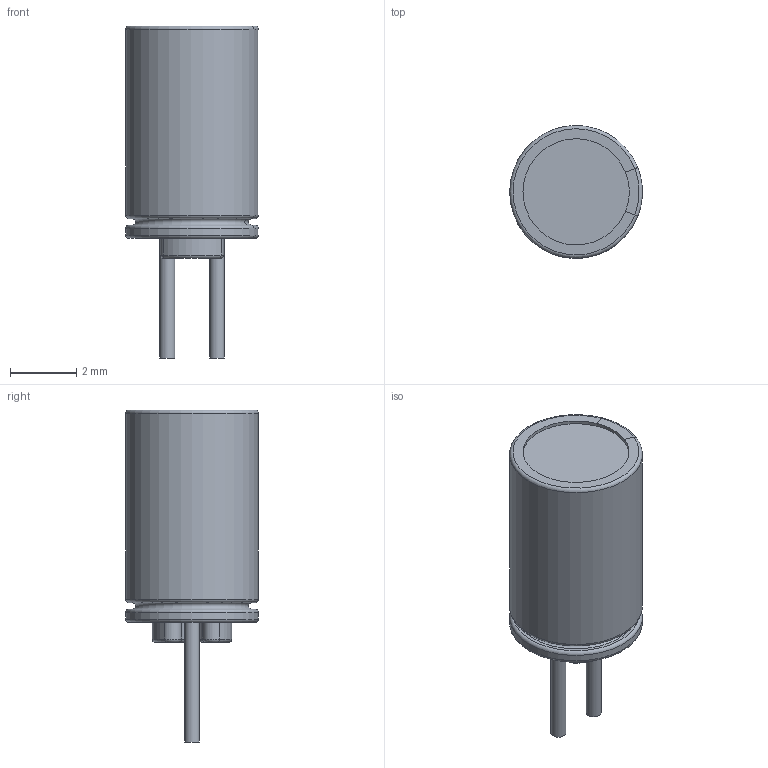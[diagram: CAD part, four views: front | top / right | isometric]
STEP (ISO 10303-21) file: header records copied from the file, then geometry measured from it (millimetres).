
FILE_DESCRIPTION(('FreeCAD Model'),'2;1');
FILE_NAME('Capacitor-Electrolytic-4x7.step','2018-05-07T13:42:18',('kicad StepUp'),('ksu MCAD'), 'Open CASCADE STEP processor 7.2','FreeCAD','Unknown');
FILE_SCHEMA(('AUTOMOTIVE_DESIGN { 1 0 10303 214 1 1 1 1 }'));
Length unit declared in the file: millimetre
Products named in the file (3): Solid002; Common001; Solid001
Bounding box: 3.99 x 4 x 10 mm (x, y, z)
Volume: 81.6 mm3; surface area: 299.5 mm2
Topology: 3 solids, 3 shells, 72 faces, 177 edges, 116 vertices
Faces by surface type: plane 27, cylinder 24, torus 21
Full cylindrical faces by diameter (mm): 0.45 x2, 3.8 x2
Entity records: 2430 total; most frequent: DIRECTION 426, CARTESIAN_POINT 377, ORIENTED_EDGE 354, AXIS2_PLACEMENT_3D 181, EDGE_CURVE 177, VERTEX_POINT 116, CIRCLE 108, FACE_BOUND 77
